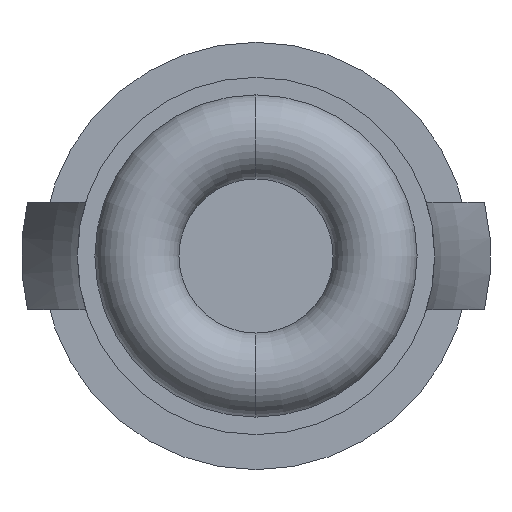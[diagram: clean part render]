
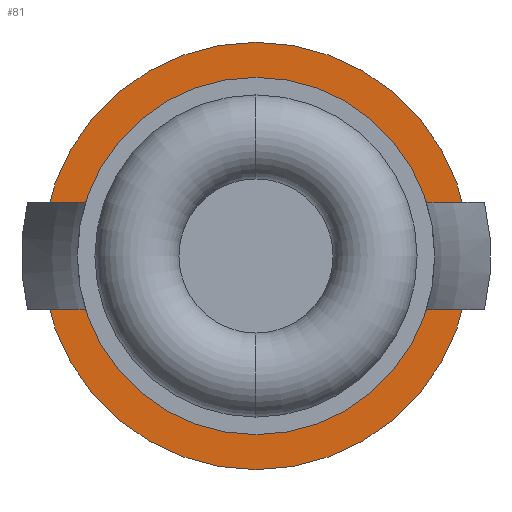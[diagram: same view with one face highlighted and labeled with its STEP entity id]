
A CAD part, left-side view. The second image highlights one B-rep face of the part: STEP entity #81.
In plain terms, the highlighted planar face has unit normal (-1, 0, 0).
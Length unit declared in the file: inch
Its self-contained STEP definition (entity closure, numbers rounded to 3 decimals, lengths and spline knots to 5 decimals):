
#11 = EDGE_LOOP ( 'NONE', ( #87, #12 ) ) ;
#12 = ORIENTED_EDGE ( 'NONE', *, *, #85, .F. ) ;
#14 = ORIENTED_EDGE ( 'NONE', *, *, #15, .T. ) ;
#15 = EDGE_CURVE ( 'NONE', #19, #20, #268, .T. ) ;
#17 = EDGE_CURVE ( 'NONE', #20, #19, #274, .T. ) ;
#19 = VERTEX_POINT ( 'NONE', #444 ) ;
#20 = VERTEX_POINT ( 'NONE', #434 ) ;
#27 = EDGE_LOOP ( 'NONE', ( #84, #14 ) ) ;
#81 = ADVANCED_FACE ( 'NONE', ( #638, #763 ), #761, .T. ) ;
#84 = ORIENTED_EDGE ( 'NONE', *, *, #17, .T. ) ;
#85 = EDGE_CURVE ( 'NONE', #141, #136, #721, .T. ) ;
#87 = ORIENTED_EDGE ( 'NONE', *, *, #135, .F. ) ;
#135 = EDGE_CURVE ( 'NONE', #136, #141, #684, .T. ) ;
#136 = VERTEX_POINT ( 'NONE', #675 ) ;
#141 = VERTEX_POINT ( 'NONE', #677 ) ;
#268 = CIRCLE ( 'NONE', #440, 0.0255 ) ;
#274 = CIRCLE ( 'NONE', #436, 0.0255 ) ;
#432 = DIRECTION ( 'NONE',  ( 0., 0., -1. ) ) ;
#433 = DIRECTION ( 'NONE',  ( 1., 0., 0. ) ) ;
#434 = CARTESIAN_POINT ( 'NONE',  ( 0.124, 0., -0.0255 ) ) ;
#436 = AXIS2_PLACEMENT_3D ( 'NONE', #441, #433, #432 ) ;
#437 = DIRECTION ( 'NONE',  ( 0., 0., -1. ) ) ;
#438 = DIRECTION ( 'NONE',  ( 1., 0., 0. ) ) ;
#439 = CARTESIAN_POINT ( 'NONE',  ( 0.124, 0., 0. ) ) ;
#440 = AXIS2_PLACEMENT_3D ( 'NONE', #439, #438, #437 ) ;
#441 = CARTESIAN_POINT ( 'NONE',  ( 0.124, 0., 0. ) ) ;
#444 = CARTESIAN_POINT ( 'NONE',  ( 0.124, 0., 0.0255 ) ) ;
#563 = AXIS2_PLACEMENT_3D ( 'NONE', #643, #723, #722 ) ;
#638 = FACE_BOUND ( 'NONE', #27, .T. ) ;
#643 = CARTESIAN_POINT ( 'NONE',  ( 0.124, 0.0255, 0. ) ) ;
#671 = DIRECTION ( 'NONE',  ( 0., 0., -1. ) ) ;
#672 = DIRECTION ( 'NONE',  ( 1., 0., 0. ) ) ;
#673 = CARTESIAN_POINT ( 'NONE',  ( 0.124, 0., 0. ) ) ;
#674 = AXIS2_PLACEMENT_3D ( 'NONE', #673, #672, #671 ) ;
#675 = CARTESIAN_POINT ( 'NONE',  ( 0.124, 0., -0.0305 ) ) ;
#677 = CARTESIAN_POINT ( 'NONE',  ( 0.124, 0., 0.0305 ) ) ;
#684 = CIRCLE ( 'NONE', #674, 0.0305 ) ;
#715 = DIRECTION ( 'NONE',  ( 0., 0., -1. ) ) ;
#716 = DIRECTION ( 'NONE',  ( 1., 0., 0. ) ) ;
#717 = CARTESIAN_POINT ( 'NONE',  ( 0.124, 0., 0. ) ) ;
#718 = AXIS2_PLACEMENT_3D ( 'NONE', #717, #716, #715 ) ;
#721 = CIRCLE ( 'NONE', #718, 0.0305 ) ;
#722 = DIRECTION ( 'NONE',  ( 0., 0., 1. ) ) ;
#723 = DIRECTION ( 'NONE',  ( -1., 0., 0. ) ) ;
#761 = PLANE ( 'NONE',  #563 ) ;
#763 = FACE_OUTER_BOUND ( 'NONE', #11, .T. ) ;
